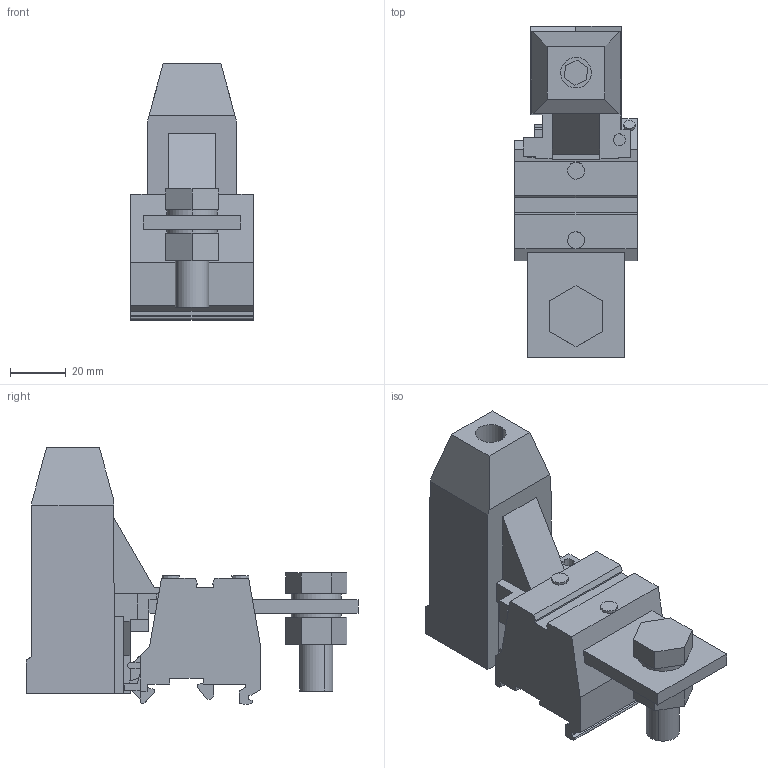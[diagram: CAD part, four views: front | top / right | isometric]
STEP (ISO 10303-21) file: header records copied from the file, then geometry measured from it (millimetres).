
FILE_DESCRIPTION(('Creo Elements/Direct Modeling STEP Export'),'2;1');
FILE_NAME('model.stp','2018-03-17T12:01:58',(''),(''),'Creo Elements/Direct Modeling STEP processor for AP214 (Solid Model)','Creo Elements/Direct Modeling 18.1I 14-Aug-2016 (C) Parametric Technology GmbH','');
FILE_SCHEMA(('AUTOMOTIVE_DESIGN { 1 0 10303 214 1 1 1 1 }'));
Length unit declared in the file: millimetre
Products named in the file (2): UHV150_KH_AS-select
Assembly tree (1 placements, depth 2):
  UHV150_KH_AS-select
    UHV150_KH_AS-select
Bounding box: 44 x 119.41 x 92.27 mm (x, y, z)
Volume: 152758.7 mm3; surface area: 35936.9 mm2
Topology: 1 solids, 1 shells, 197 faces, 550 edges, 366 vertices
Faces by surface type: plane 170, cylinder 22, extrusion 4, bspline 1
Entity records: 7899 total; most frequent: CARTESIAN_POINT 1403, ORIENTED_EDGE 1100, DIRECTION 894, EDGE_CURVE 550, VECTOR 466, LINE 462, VERTEX_POINT 366, AXIS2_PLACEMENT_3D 214
